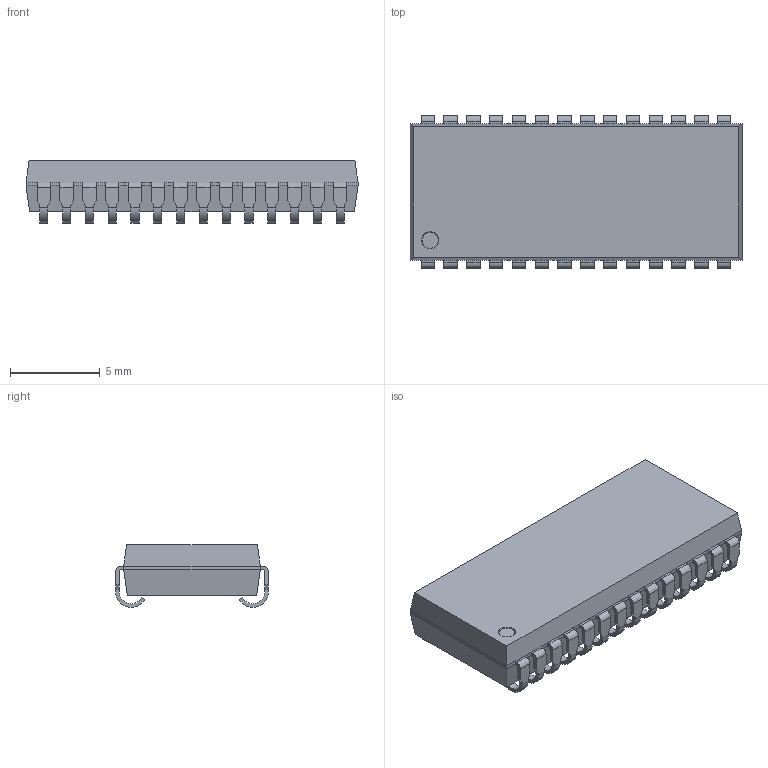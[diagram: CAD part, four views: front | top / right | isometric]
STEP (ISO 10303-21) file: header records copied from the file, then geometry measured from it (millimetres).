
FILE_DESCRIPTION(('STEP AP214'), '1');
FILE_NAME('MS-023', '2021-05-03T11:00:09', ('AF'), (''), 'UNSPECIFIED', 'UNSPECIFIED', '');
FILE_SCHEMA(('AUTOMOTIVE_DESIGN { 1 0 10303 214 3 1 1}'));
Length unit declared in the file: millimetre
Assembly tree (14 placements, depth 2):
  (unnamed)
    (unnamed)  x14
Bounding box: 18.5 x 8.5 x 3.5 mm (x, y, z)
Volume: 401.2 mm3; surface area: 585.1 mm2
Topology: 29 solids, 29 shells, 464 faces, 1319 edges, 942 vertices
Faces by surface type: plane 351, cylinder 112, cone 1
Entity records: 3084 total; most frequent: DIRECTION 426, CARTESIAN_POINT 363, ORIENTED_EDGE 228, LINE 152, VECTOR 152, AXIS2_PLACEMENT_3D 137, EDGE_CURVE 114, COMPOSITE_CURVE_SEGMENT 112
